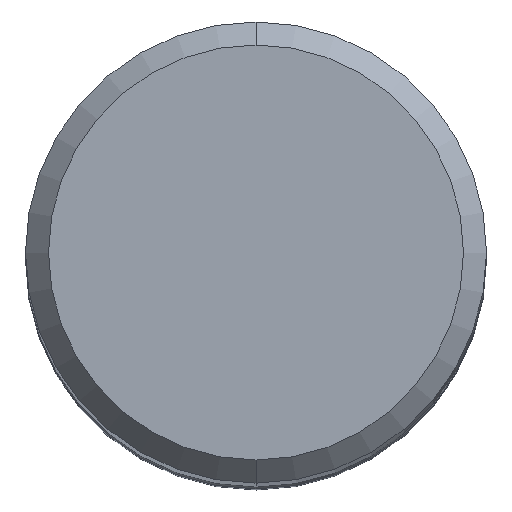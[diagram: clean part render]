
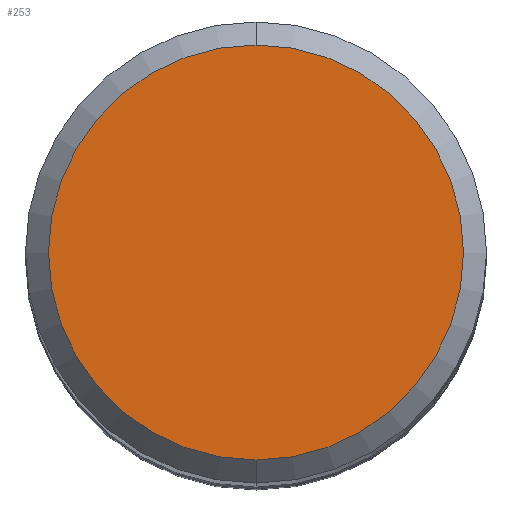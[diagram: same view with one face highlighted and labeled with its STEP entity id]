
A CAD part, top view. The second image highlights one B-rep face of the part: STEP entity #253.
In plain terms, the highlighted planar face has unit normal (0, 0, 1).
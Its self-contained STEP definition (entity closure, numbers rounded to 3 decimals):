
#197=VERTEX_POINT('',#521);
#253=ADVANCED_FACE('',(#581),#582,.T.);
#285=VERTEX_POINT('',#618);
#331=EDGE_CURVE('',#197,#285,#666,.T.);
#487=EDGE_CURVE('',#285,#197,#841,.T.);
#521=CARTESIAN_POINT('',(0.,-3.6,0.0));
#581=FACE_OUTER_BOUND('',#1033,.T.);
#582=PLANE('',#1034);
#618=CARTESIAN_POINT('',(0.0,3.6,0.0));
#666=CIRCLE('',#1188,3.6);
#841=CIRCLE('',#1515,3.6);
#1033=EDGE_LOOP('',(#1585,#1586));
#1034=AXIS2_PLACEMENT_3D('',#1587,#1588,#1589);
#1188=AXIS2_PLACEMENT_3D('',#1670,#1671,#1672);
#1515=AXIS2_PLACEMENT_3D('',#1902,#1903,#1904);
#1585=ORIENTED_EDGE('',*,*,#487,.F.);
#1586=ORIENTED_EDGE('',*,*,#331,.F.);
#1587=CARTESIAN_POINT('',(0.0,1.8,0.0));
#1588=DIRECTION('',(-0.0,0.0,1.0));
#1589=DIRECTION('',(0.0,-1.0,0.0));
#1670=CARTESIAN_POINT('',(0.0,0.0,0.0));
#1671=DIRECTION('',(0.0,0.0,-1.0));
#1672=DIRECTION('',(0.0,1.0,0.0));
#1902=CARTESIAN_POINT('',(0.0,0.0,0.0));
#1903=DIRECTION('',(0.0,0.0,-1.0));
#1904=DIRECTION('',(0.0,1.0,0.0));
